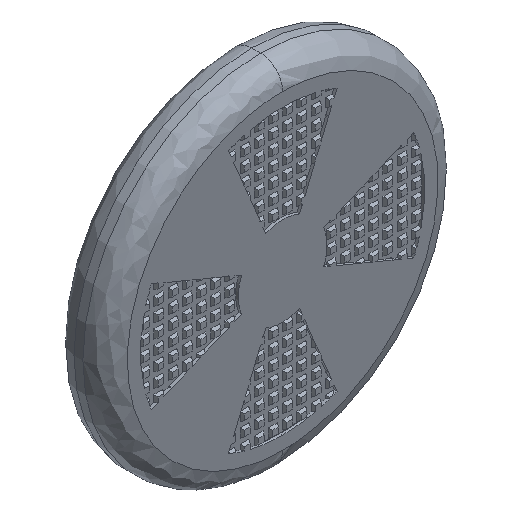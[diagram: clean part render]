
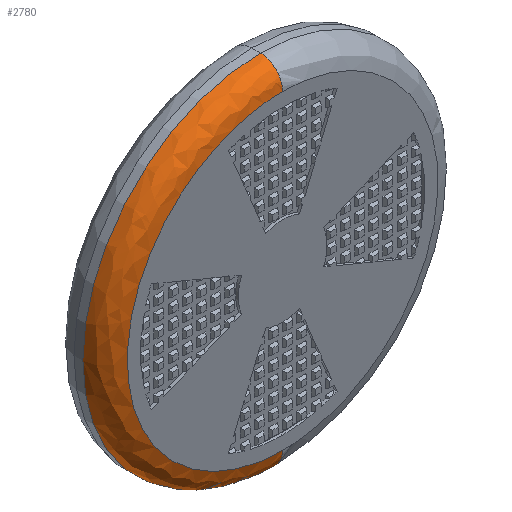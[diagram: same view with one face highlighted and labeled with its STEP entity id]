
A CAD part, isometric view. The second image highlights one B-rep face of the part: STEP entity #2780.
In plain terms, the highlighted free-form (B-spline) face has degree [3, 3] with [4, 4] control points.
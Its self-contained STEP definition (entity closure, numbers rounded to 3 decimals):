
#102 = CARTESIAN_POINT ( 'NONE',  ( 0., 0., 8.75 ) ) ;
#718 = CARTESIAN_POINT ( 'NONE',  ( -20., 0.518, -10. ) ) ;
#740 = AXIS2_PLACEMENT_3D ( 'NONE', #1357, #15140, #15376 ) ;
#863 = CARTESIAN_POINT ( 'NONE',  ( 0., 0., 8.75 ) ) ;
#914 = CARTESIAN_POINT ( 'NONE',  ( 0., 1.25, -8.75 ) ) ;
#1016 = AXIS2_PLACEMENT_3D ( 'NONE', #914, #18117, #17868 ) ;
#1355 = ORIENTED_EDGE ( 'NONE', *, *, #11776, .F. ) ;
#1357 = CARTESIAN_POINT ( 'NONE',  ( 0., 1.25, 0. ) ) ;
#2294 = CARTESIAN_POINT ( 'NONE',  ( 0., 0., -8.75 ) ) ;
#2438 = CARTESIAN_POINT ( 'NONE',  ( 0., 1.25, -10. ) ) ;
#2780 = ADVANCED_FACE ( 'NONE', ( #12079 ), #24974, .T. ) ;
#3447 =( BOUNDED_CURVE ( )  B_SPLINE_CURVE ( 3, ( #2294, #17609, #23595, #10071 ),
 .UNSPECIFIED., .F., .T. ) 
 B_SPLINE_CURVE_WITH_KNOTS ( ( 4, 4 ),
 ( 0., 1. ),
 .UNSPECIFIED. ) 
 CURVE ( )  GEOMETRIC_REPRESENTATION_ITEM ( )  RATIONAL_B_SPLINE_CURVE ( ( 1., 0.333, 0.333, 1. ) ) 
 REPRESENTATION_ITEM ( '' )  );
#3667 = CARTESIAN_POINT ( 'NONE',  ( 0., 1.25, 10. ) ) ;
#4185 = VERTEX_POINT ( 'NONE', #15837 ) ;
#4255 = EDGE_CURVE ( 'NONE', #4185, #24316, #18111, .T. ) ;
#4798 = CARTESIAN_POINT ( 'NONE',  ( 0., 1.25, 10. ) ) ;
#4994 = DIRECTION ( 'NONE',  ( 1., 0., 0. ) ) ;
#5518 = EDGE_LOOP ( 'NONE', ( #1355, #6719, #15895, #10577 ) ) ;
#6719 = ORIENTED_EDGE ( 'NONE', *, *, #4255, .F. ) ;
#6913 = EDGE_CURVE ( 'NONE', #4185, #12552, #3447, .T. ) ;
#7871 = CARTESIAN_POINT ( 'NONE',  ( -17.5, 0., -8.75 ) ) ;
#8267 = VERTEX_POINT ( 'NONE', #3667 ) ;
#10071 = CARTESIAN_POINT ( 'NONE',  ( 0., 0., 8.75 ) ) ;
#10577 = ORIENTED_EDGE ( 'NONE', *, *, #18250, .F. ) ;
#11369 = CARTESIAN_POINT ( 'NONE',  ( -17.5, 0., 8.75 ) ) ;
#11776 = EDGE_CURVE ( 'NONE', #24316, #8267, #17439, .T. ) ;
#12079 = FACE_OUTER_BOUND ( 'NONE', #5518, .T. ) ;
#12337 = CARTESIAN_POINT ( 'NONE',  ( 0., 0.518, -10. ) ) ;
#12552 = VERTEX_POINT ( 'NONE', #863 ) ;
#12830 = CARTESIAN_POINT ( 'NONE',  ( -18.964, 0., 9.482 ) ) ;
#13036 = DIRECTION ( 'NONE',  ( 0., 0., 1. ) ) ;
#14377 = CARTESIAN_POINT ( 'NONE',  ( 0., 0.518, 10. ) ) ;
#14697 = CARTESIAN_POINT ( 'NONE',  ( 0., 1.25, 8.75 ) ) ;
#15140 = DIRECTION ( 'NONE',  ( 0., 1., 0. ) ) ;
#15376 = DIRECTION ( 'NONE',  ( 0., 0., -1. ) ) ;
#15837 = CARTESIAN_POINT ( 'NONE',  ( 0., 0., -8.75 ) ) ;
#15895 = ORIENTED_EDGE ( 'NONE', *, *, #6913, .T. ) ;
#16527 = CARTESIAN_POINT ( 'NONE',  ( 0., 0., -9.482 ) ) ;
#17439 = CIRCLE ( 'NONE', #740, 10. ) ;
#17609 = CARTESIAN_POINT ( 'NONE',  ( -17.5, 0., -8.75 ) ) ;
#17809 = CARTESIAN_POINT ( 'NONE',  ( 0., 0., -8.75 ) ) ;
#17868 = DIRECTION ( 'NONE',  ( 0., 0., -1. ) ) ;
#18111 = CIRCLE ( 'NONE', #1016, 1.25 ) ;
#18117 = DIRECTION ( 'NONE',  ( 1., 0., 0. ) ) ;
#18250 = EDGE_CURVE ( 'NONE', #8267, #12552, #19597, .T. ) ;
#18312 = CARTESIAN_POINT ( 'NONE',  ( -20., 1.25, 10. ) ) ;
#18375 = AXIS2_PLACEMENT_3D ( 'NONE', #14697, #4994, #13036 ) ;
#18441 = CARTESIAN_POINT ( 'NONE',  ( -20., 1.25, -10. ) ) ;
#19597 = CIRCLE ( 'NONE', #18375, 1.25 ) ;
#19604 = CARTESIAN_POINT ( 'NONE',  ( 0., 0., 9.482 ) ) ;
#20225 = CARTESIAN_POINT ( 'NONE',  ( 0., 1.25, -10. ) ) ;
#22139 = CARTESIAN_POINT ( 'NONE',  ( -20., 0.518, 10. ) ) ;
#23595 = CARTESIAN_POINT ( 'NONE',  ( -17.5, 0., 8.75 ) ) ;
#24062 = CARTESIAN_POINT ( 'NONE',  ( -18.964, 0., -9.482 ) ) ;
#24316 = VERTEX_POINT ( 'NONE', #2438 ) ;
#24974 =( BOUNDED_SURFACE ( )  B_SPLINE_SURFACE ( 3, 3, ( 
 ( #102, #11369, #7871, #17809 ),
 ( #19604, #12830, #24062, #16527 ),
 ( #14377, #22139, #718, #12337 ),
 ( #4798, #18312, #18441, #20225 ) ),
 .UNSPECIFIED., .F., .F., .F. ) 
 B_SPLINE_SURFACE_WITH_KNOTS ( ( 4, 4 ),
 ( 4, 4 ),
 ( 0., 1. ),
 ( 0., 1. ),
 .UNSPECIFIED. ) 
 GEOMETRIC_REPRESENTATION_ITEM ( )  RATIONAL_B_SPLINE_SURFACE ( (
 ( 1., 0.333, 0.333, 1.),
 ( 0.805, 0.268, 0.268, 0.805),
 ( 0.805, 0.268, 0.268, 0.805),
 ( 1., 0.333, 0.333, 1.) ) ) 
 REPRESENTATION_ITEM ( '' )  SURFACE ( )  );
